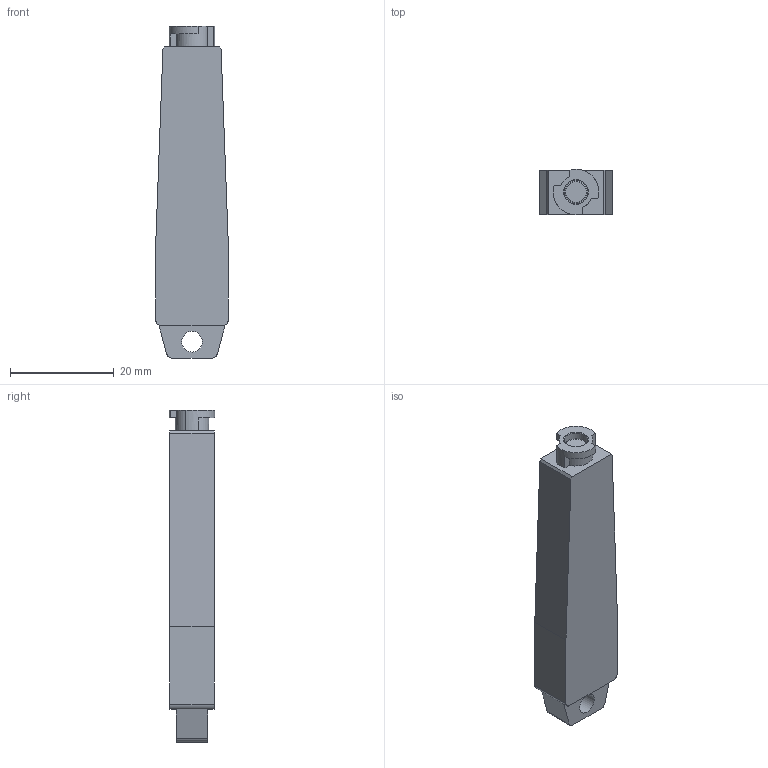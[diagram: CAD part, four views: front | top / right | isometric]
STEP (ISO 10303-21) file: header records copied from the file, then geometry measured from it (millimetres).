
FILE_DESCRIPTION(/* description */ ('STEP AP214'),/* implementation_level */ '2;1');
FILE_NAME(/* name */ '157651_AHB-MD_MF_MV',/* time_stamp */ '2024-08-02T21:19:44+02:00',/* author */ ('License CC BY-ND 4.0'),/* organization */ ('CADENAS'),/* preprocessor_version */ 'ST-DEVELOPER v19.3',/* originating_system */ 'PARTsolutions',/* authorisation */ ' ');
FILE_SCHEMA (('AUTOMOTIVE_DESIGN {1 0 10303 214 3 1 1}'));
Length unit declared in the file: millimetre
Products named in the file (1): 157651 AHB-MD/MF/MV
Bounding box: 14 x 8.79 x 64.1 mm (x, y, z)
Volume: 6438.3 mm3; surface area: 2976.5 mm2
Topology: 1 solids, 1 shells, 40 faces, 103 edges, 68 vertices
Faces by surface type: plane 27, cylinder 11, torus 2
Full cylindrical faces by diameter (mm): 4 x1, 4.4 x1, 4.6 x1
Entity records: 1506 total; most frequent: DIRECTION 212, CARTESIAN_POINT 207, ORIENTED_EDGE 196, EDGE_CURVE 98, AXIS2_PLACEMENT_3D 73, VERTEX_POINT 68, LINE 66, VECTOR 66
